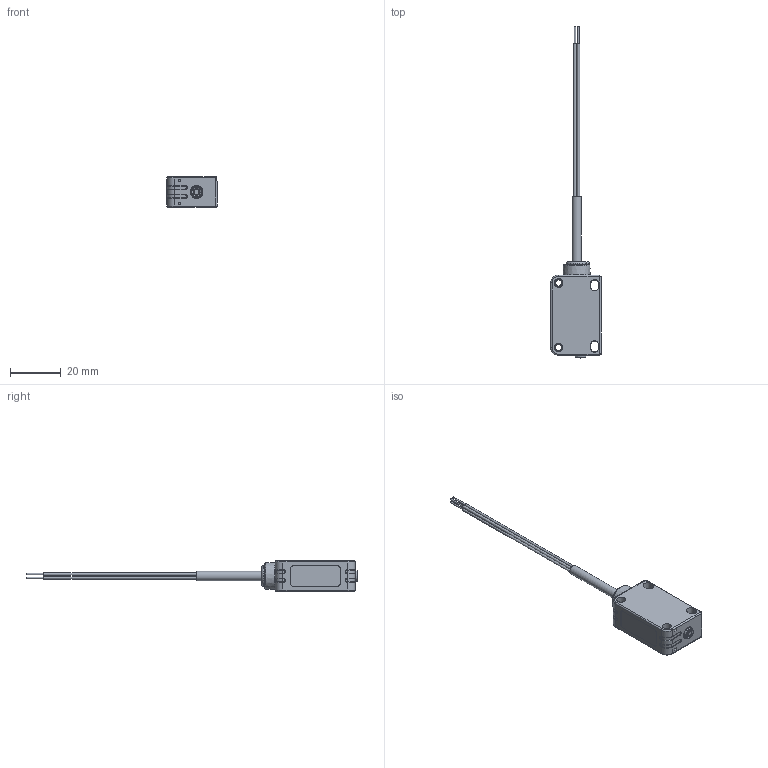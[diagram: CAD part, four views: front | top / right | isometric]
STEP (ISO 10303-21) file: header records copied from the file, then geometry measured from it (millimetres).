
FILE_DESCRIPTION(/* description */ (''),/* implementation_level */ '2;1');
FILE_NAME(/* name */ 'AP007479_00.stp',/* time_stamp */ '2014-05-20T14:09:28+02:00',/* author */ (''),/* organization */ (''),/* preprocessor_version */ 'ST-DEVELOPER v11',/* originating_system */ 'SIEMENS PLM Software NX 7.5',/* authorisation */ '');
FILE_SCHEMA (('CONFIG_CONTROL_DESIGN'));
Products named in the file (1): papr527Fv359
Bounding box: 19.8 x 130.3 x 12 mm (x, y, z)
Volume: 7828.9 mm3; surface area: 5918.6 mm2
Topology: 8 solids, 8 shells, 981 faces, 2666 edges, 1765 vertices
Faces by surface type: bspline 404, cylinder 342, plane 157, cone 39, torus 35, extrusion 4
Full cylindrical faces by diameter (mm): 0.6 x8, 1 x8, 2.25 x1, 3 x1, 3.4 x4, 3.5 x8, 3.6 x2, 3.7 x1, 3.9 x2, 4.4 x4, 4.7 x1, 5 x1, 7.5 x1
Entity records: 47848 total; most frequent: CARTESIAN_POINT 26351, ORIENTED_EDGE 5142, DIRECTION 3263, EDGE_CURVE 2571, VERTEX_POINT 1729, AXIS2_PLACEMENT_3D 1357, B_SPLINE_CURVE_WITH_KNOTS 1249, EDGE_LOOP 1120
